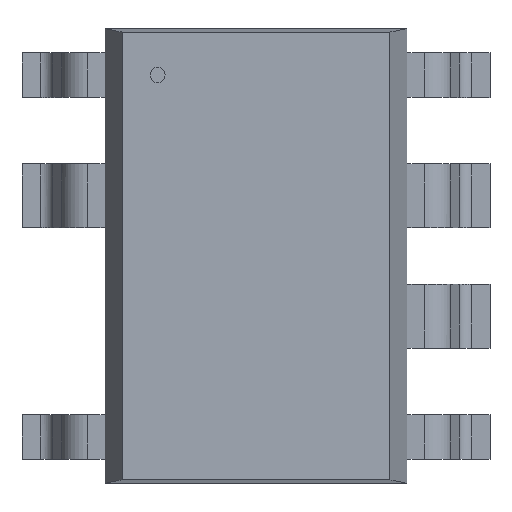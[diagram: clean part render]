
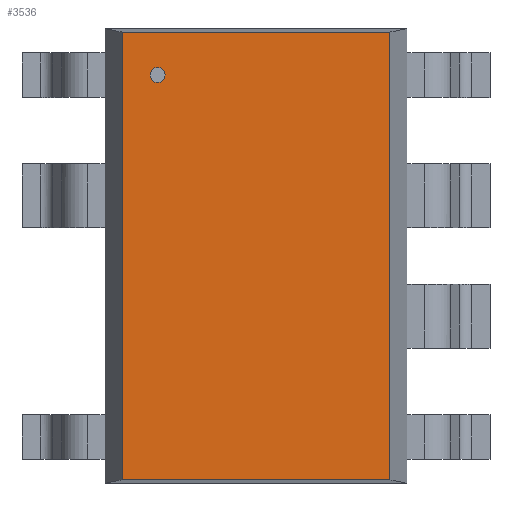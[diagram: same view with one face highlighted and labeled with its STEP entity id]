
A CAD part, top view. The second image highlights one B-rep face of the part: STEP entity #3536.
In plain terms, the highlighted planar face has unit normal (0, 0, 1).
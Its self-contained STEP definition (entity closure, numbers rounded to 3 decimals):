
#131 = CARTESIAN_POINT ( 'NONE',  ( 0.94, -4.712, 2.692 ) ) ;
#139 = VERTEX_POINT ( 'NONE', #2204 ) ;
#172 = ORIENTED_EDGE ( 'NONE', *, *, #1195, .F. ) ;
#228 = AXIS2_PLACEMENT_3D ( 'NONE', #327, #2379, #639 ) ;
#291 = CARTESIAN_POINT ( 'NONE',  ( -2.82, -1.571, 2.692 ) ) ;
#299 = B_SPLINE_CURVE_WITH_KNOTS ( 'NONE', 3,
 ( #442, #2473, #1909, #3611 ),
 .UNSPECIFIED., .F., .F.,
 ( 4, 4 ),
 ( 0., 1. ),
 .UNSPECIFIED. ) ;
#327 = CARTESIAN_POINT ( 'NONE',  ( -2.819, -4.712, 2.692 ) ) ;
#334 = CARTESIAN_POINT ( 'NONE',  ( -2.819, -4.712, 2.692 ) ) ;
#339 = PLANE ( 'NONE',  #228 ) ;
#442 = CARTESIAN_POINT ( 'NONE',  ( 2.819, 4.712, 2.692 ) ) ;
#601 = VERTEX_POINT ( 'NONE', #3366 ) ;
#637 = EDGE_CURVE ( 'NONE', #601, #139, #299, .T. ) ;
#639 = DIRECTION ( 'NONE',  ( 1., 0., 0. ) ) ;
#654 = VERTEX_POINT ( 'NONE', #3056 ) ;
#730 = CARTESIAN_POINT ( 'NONE',  ( 2.819, -4.712, 2.692 ) ) ;
#732 = EDGE_LOOP ( 'NONE', ( #2423, #2963, #172, #3138 ) ) ;
#786 = CARTESIAN_POINT ( 'NONE',  ( -2.819, 4.712, 2.692 ) ) ;
#820 = B_SPLINE_CURVE_WITH_KNOTS ( 'NONE', 3,
 ( #786, #2533, #3098, #1389 ),
 .UNSPECIFIED., .F., .F.,
 ( 4, 4 ),
 ( 0., 1. ),
 .UNSPECIFIED. ) ;
#933 = B_SPLINE_CURVE_WITH_KNOTS ( 'NONE', 3,
 ( #334, #291, #1383, #1399 ),
 .UNSPECIFIED., .F., .F.,
 ( 4, 4 ),
 ( 0., 1. ),
 .UNSPECIFIED. ) ;
#1195 = EDGE_CURVE ( 'NONE', #139, #654, #2609, .T. ) ;
#1383 = CARTESIAN_POINT ( 'NONE',  ( -2.82, 1.571, 2.692 ) ) ;
#1389 = CARTESIAN_POINT ( 'NONE',  ( 2.819, 4.712, 2.692 ) ) ;
#1399 = CARTESIAN_POINT ( 'NONE',  ( -2.819, 4.712, 2.692 ) ) ;
#1775 = EDGE_CURVE ( 'NONE', #654, #2236, #933, .T. ) ;
#1909 = CARTESIAN_POINT ( 'NONE',  ( 2.82, -1.571, 2.692 ) ) ;
#2202 = CARTESIAN_POINT ( 'NONE',  ( -2.819, 4.712, 2.692 ) ) ;
#2204 = CARTESIAN_POINT ( 'NONE',  ( 2.819, -4.712, 2.692 ) ) ;
#2236 = VERTEX_POINT ( 'NONE', #2202 ) ;
#2379 = DIRECTION ( 'NONE',  ( 0., 0., 1. ) ) ;
#2423 = ORIENTED_EDGE ( 'NONE', *, *, #2898, .F. ) ;
#2473 = CARTESIAN_POINT ( 'NONE',  ( 2.82, 1.571, 2.692 ) ) ;
#2533 = CARTESIAN_POINT ( 'NONE',  ( -0.94, 4.712, 2.692 ) ) ;
#2609 = B_SPLINE_CURVE_WITH_KNOTS ( 'NONE', 3,
 ( #730, #131, #3090, #2812 ),
 .UNSPECIFIED., .F., .F.,
 ( 4, 4 ),
 ( 0., 1. ),
 .UNSPECIFIED. ) ;
#2812 = CARTESIAN_POINT ( 'NONE',  ( -2.819, -4.712, 2.692 ) ) ;
#2898 = EDGE_CURVE ( 'NONE', #2236, #601, #820, .T. ) ;
#2937 = FACE_OUTER_BOUND ( 'NONE', #732, .T. ) ;
#2963 = ORIENTED_EDGE ( 'NONE', *, *, #1775, .F. ) ;
#3056 = CARTESIAN_POINT ( 'NONE',  ( -2.819, -4.712, 2.692 ) ) ;
#3090 = CARTESIAN_POINT ( 'NONE',  ( -0.94, -4.712, 2.692 ) ) ;
#3098 = CARTESIAN_POINT ( 'NONE',  ( 0.94, 4.712, 2.692 ) ) ;
#3138 = ORIENTED_EDGE ( 'NONE', *, *, #637, .F. ) ;
#3366 = CARTESIAN_POINT ( 'NONE',  ( 2.819, 4.712, 2.692 ) ) ;
#3536 = ADVANCED_FACE ( 'NONE', ( #2937 ), #339, .T. ) ;
#3611 = CARTESIAN_POINT ( 'NONE',  ( 2.819, -4.712, 2.692 ) ) ;
